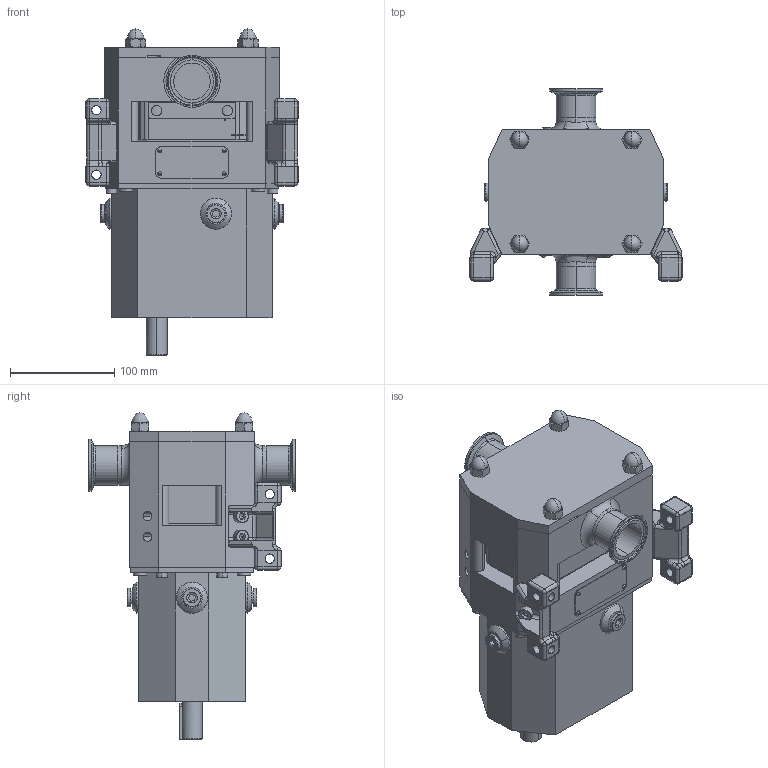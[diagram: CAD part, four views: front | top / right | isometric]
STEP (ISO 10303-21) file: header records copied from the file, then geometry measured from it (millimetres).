
FILE_DESCRIPTION (( 'STEP AP214' ), '1' );
FILE_NAME ('SLBL-TC-LEFT.STEP', '2022-05-13T13:00:44', ( '' ), ( '' ), 'SwSTEP 2.0', 'SolidWorks 2021', '' );
FILE_SCHEMA (( 'AUTOMOTIVE_DESIGN' ));
Length unit declared in the file: millimetre
Products named in the file (4): Copy of Z94-5121-22 - 1.5 INCH^GA3920; Copy (2) of Z94-5121-22 - 1.5 INCH^GA3920; Copy of SLBL-0122 V LHD^GA3920; SLBL-TC-LEFT
Assembly tree (3 placements, depth 2):
  SLBL-TC-LEFT
    Copy of SLBL-0122 V LHD^GA3920
    Copy of Z94-5121-22 - 1.5 INCH^GA3920
    Copy (2) of Z94-5121-22 - 1.5 INCH^GA3920
Bounding box: 203.79 x 198.49 x 314.32 mm (x, y, z)
Volume: 4314325.8 mm3; surface area: 261871 mm2
Topology: 3 solids, 3 shells, 1018 faces, 2571 edges, 1527 vertices
Faces by surface type: plane 446, cylinder 306, torus 101, cone 89, sphere 40, bspline 36
Entity records: 33962 total; most frequent: CARTESIAN_POINT 10115, ORIENTED_EDGE 5002, DIRECTION 4968, EDGE_CURVE 2501, AXIS2_PLACEMENT_3D 1851, VERTEX_POINT 1519, LINE 1266, VECTOR 1266
